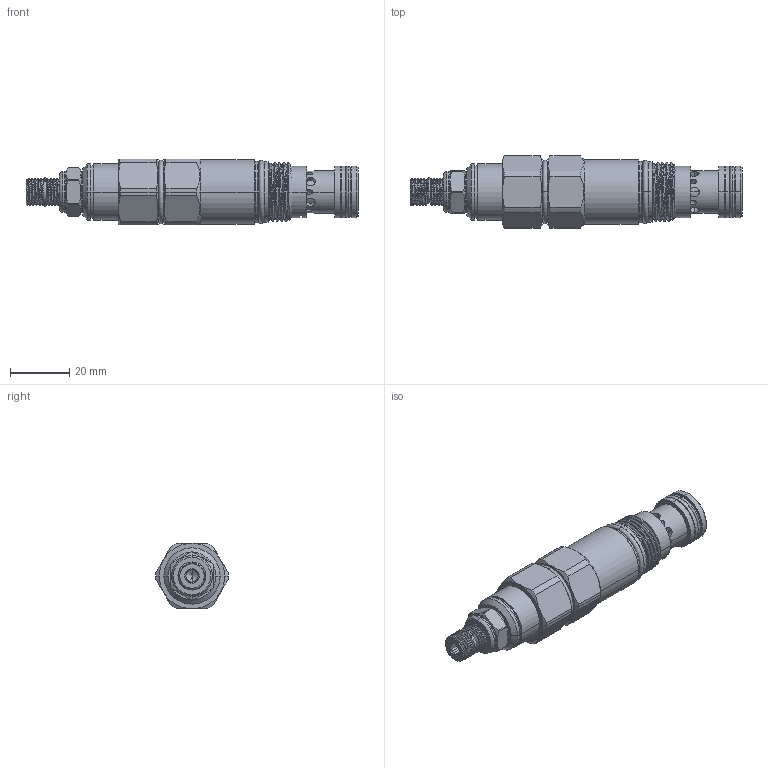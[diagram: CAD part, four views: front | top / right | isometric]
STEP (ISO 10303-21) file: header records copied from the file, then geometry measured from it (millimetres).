
FILE_DESCRIPTION (( 'STEP AP203' ), '1' );
FILE_NAME ('SD13A20-L.STEP', '2020-03-25T01:20:54', ( '' ), ( '' ), 'SwSTEP 2.0', 'SolidWorks 2018', '' );
FILE_SCHEMA (( 'CONFIG_CONTROL_DESIGN' ));
Length unit declared in the file: millimetre
Products named in the file (1): SD13A20-L
Bounding box: 111.97 x 24.5 x 22.22 mm (x, y, z)
Volume: 31054.3 mm3; surface area: 10008.8 mm2
Topology: 4 solids, 5 shells, 285 faces, 692 edges, 440 vertices
Faces by surface type: cylinder 135, plane 67, cone 41, torus 33, bspline 9
Entity records: 16469 total; most frequent: CARTESIAN_POINT 10002, ORIENTED_EDGE 1380, DIRECTION 1302, EDGE_CURVE 690, AXIS2_PLACEMENT_3D 546, VERTEX_POINT 440, EDGE_LOOP 316, FACE_OUTER_BOUND 285
